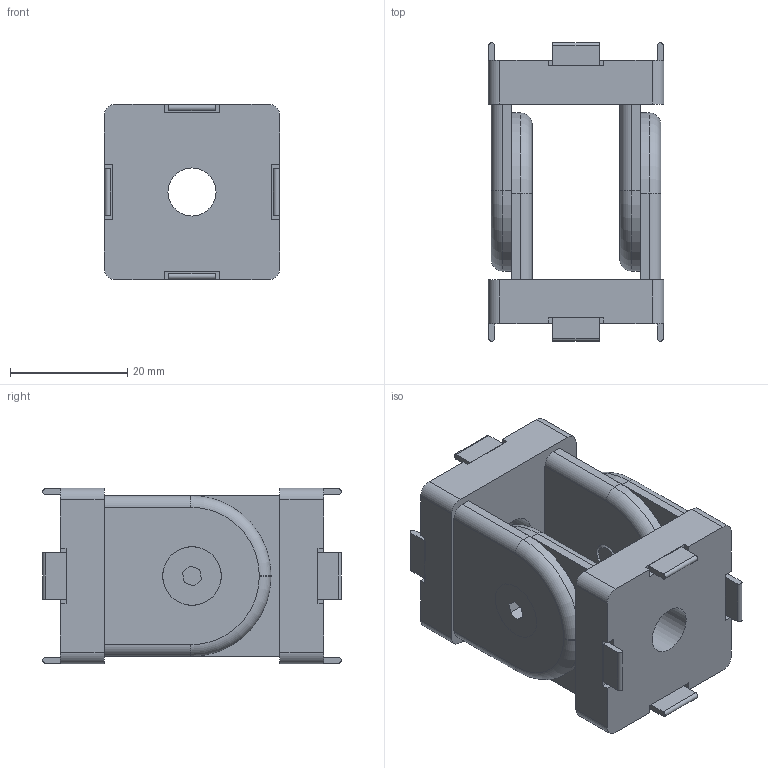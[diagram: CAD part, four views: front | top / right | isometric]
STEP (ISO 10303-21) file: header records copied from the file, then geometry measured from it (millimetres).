
FILE_DESCRIPTION((''),'2;1');
FILE_NAME('AR3420.stp','2016-12-21T08:55:45',('Envy'),(''),'Autodesk Inventor 2013','Autodesk Inventor 2013','');
FILE_SCHEMA(('AUTOMOTIVE_DESIGN { 1 0 10303 214 1 1 1 1 }'));
Length unit declared in the file: millimetre
Products named in the file (3): AR3420; AR3420 przegub 30 (połowa); AR3420 I
Assembly tree (4 placements, depth 2):
  AR3420
    AR3420 przegub 30 (połowa)  x2
    AR3420 I  x2
Bounding box: 30 x 51 x 30 mm (x, y, z)
Volume: 22384 mm3; surface area: 12671.7 mm2
Topology: 4 solids, 4 shells, 176 faces, 438 edges, 284 vertices
Faces by surface type: plane 114, cylinder 46, torus 10, cone 6
Full cylindrical faces by diameter (mm): 5 x6, 8.2 x2, 10 x2
Entity records: 2663 total; most frequent: DIRECTION 452, CARTESIAN_POINT 445, ORIENTED_EDGE 418, EDGE_CURVE 209, VECTOR 156, LINE 156, AXIS2_PLACEMENT_3D 148, VERTEX_POINT 141
